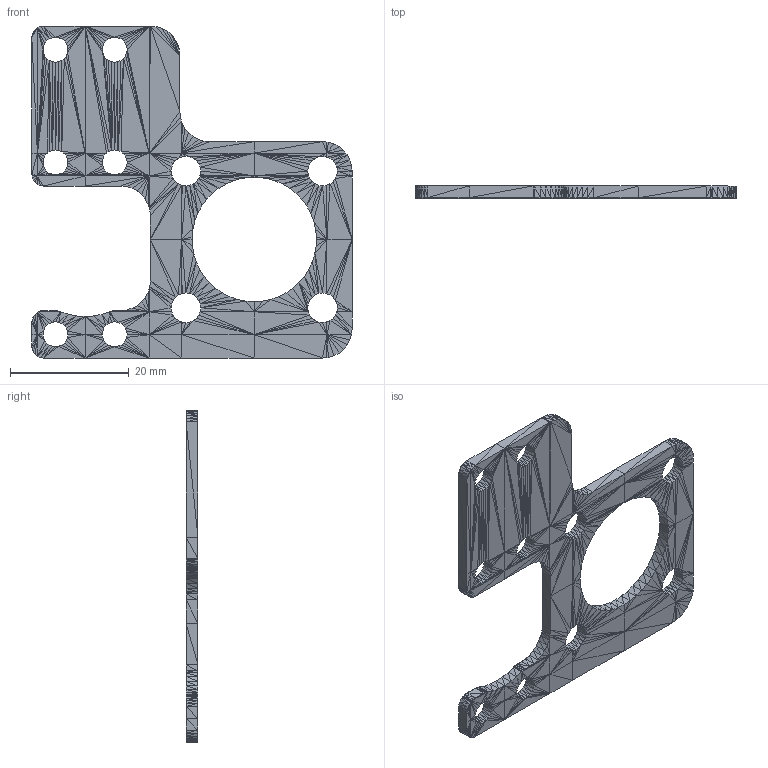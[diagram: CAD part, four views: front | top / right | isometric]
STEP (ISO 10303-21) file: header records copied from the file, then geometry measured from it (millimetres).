
FILE_DESCRIPTION(('CAx-IF Rec.Pracs.---Model Styling and Organization---1.5---2016-08-15','CAx-IF Rec.Pracs.---Geometric and Assembly Validation Properties---4.4---2016-08-17','CAx-IF Rec.Pracs.---User Defined Attributes---1.5---2016-08-15','CAx-IF Rec.Pracs.---External References---2.1---2005-01-19'),'2;1');
FILE_NAME('P28_Fuel_Valve_Plate.stp','2024-10-11T23:48:11',('Unspecified'),('Unspecified'),'CAD Exchanger 3.8.0 (cadexchanger.com)','Unspecified','');
FILE_SCHEMA(('AUTOMOTIVE_DESIGN { 1 0 10303 214 1 1 1 1 }'));
Length unit declared in the file: millimetre
Products named in the file (1): P28_Fuel_Valve_Plate.SLDPRT
Bounding box: 54.05 x 2 x 56 mm (x, y, z)
Surface area: 3954.1 mm2 (no closed solid volume)
Topology: 0 solids, 1864 shells, 1864 faces, 5592 edges, 5592 vertices
Faces by surface type: plane 1864
Entity records: 20518 total; most frequent: CARTESIAN_POINT 7456, DIRECTION 3728, FACE_SURFACE 1864, FACE_OUTER_BOUND 1864, POLY_LOOP 1864, PLANE 1864, AXIS2_PLACEMENT_3D 1864, APPLICATION_CONTEXT 1
